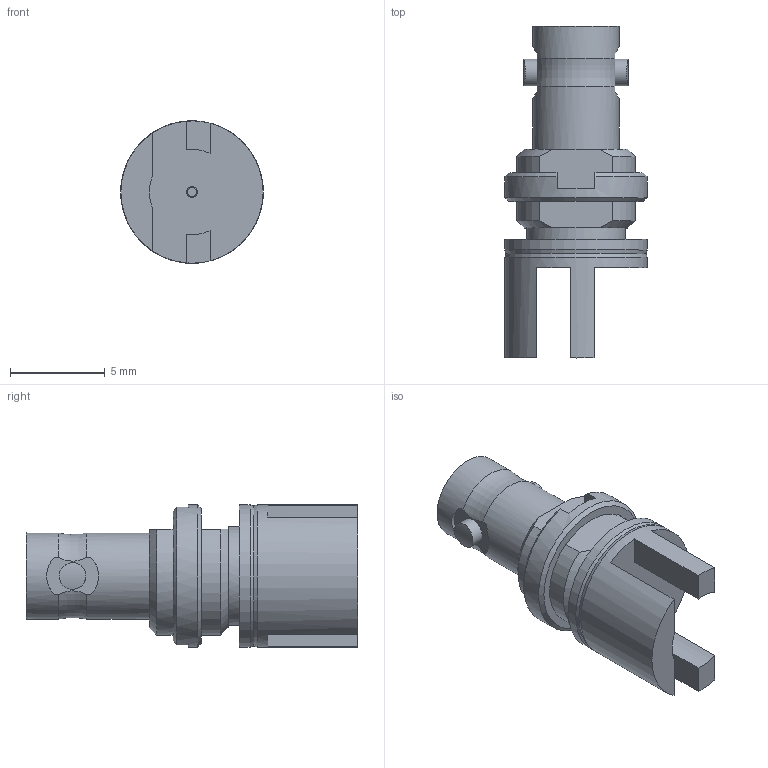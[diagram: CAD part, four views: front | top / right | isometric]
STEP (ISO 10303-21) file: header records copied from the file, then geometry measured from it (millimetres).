
FILE_DESCRIPTION(/* description */ ('STEP AP214'),/* implementation_level */ '2;1');
FILE_NAME(/* name */ 'HDBNC-J-P-GN-ST-EM1',/* time_stamp */ '2025-03-02T03:19:10+01:00',/* author */ ('License CC BY-ND 4.0'),/* organization */ ('CADENAS'),/* preprocessor_version */ 'ST-DEVELOPER v19.3',/* originating_system */ 'PARTsolutions',/* authorisation */ ' ');
FILE_SCHEMA (('AUTOMOTIVE_DESIGN {1 0 10303 214 3 1 1}'));
Length unit declared in the file: millimetre
Products named in the file (3): HDBNC-J-P-GN-ST-EM1; HDBNC-J-P-XX-ST-EM1_BODY; HDBNC-J-P-XX-ST-EM1_PIN
Assembly tree (2 placements, depth 2):
  HDBNC-J-P-GN-ST-EM1
    HDBNC-J-P-XX-ST-EM1_BODY
    HDBNC-J-P-XX-ST-EM1_PIN
Bounding box: 7.52 x 17.5 x 7.52 mm (x, y, z)
Volume: 336.8 mm3; surface area: 617.9 mm2
Topology: 2 solids, 2 shells, 73 faces, 177 edges, 115 vertices
Faces by surface type: plane 34, cylinder 27, cone 10, torus 2
Full cylindrical faces by diameter (mm): 0.43 x1, 0.6 x2, 1.4 x2, 1.7 x2, 3.59 x1, 4.55 x2, 5.2 x1, 7.5 x2, 7.52 x1
Entity records: 2108 total; most frequent: CARTESIAN_POINT 410, DIRECTION 352, ORIENTED_EDGE 300, EDGE_CURVE 150, AXIS2_PLACEMENT_3D 144, VERTEX_POINT 108, EDGE_LOOP 104, FACE_BOUND 104
